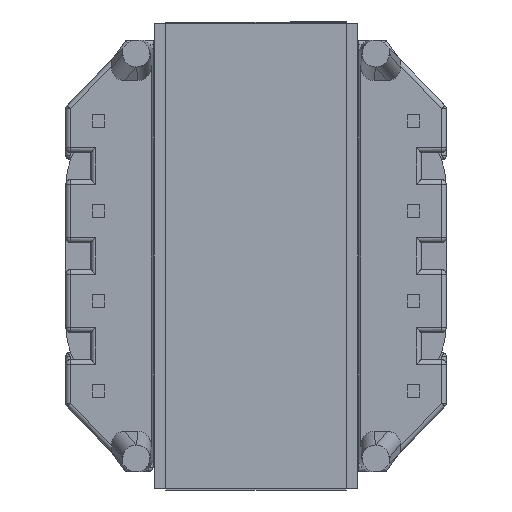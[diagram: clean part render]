
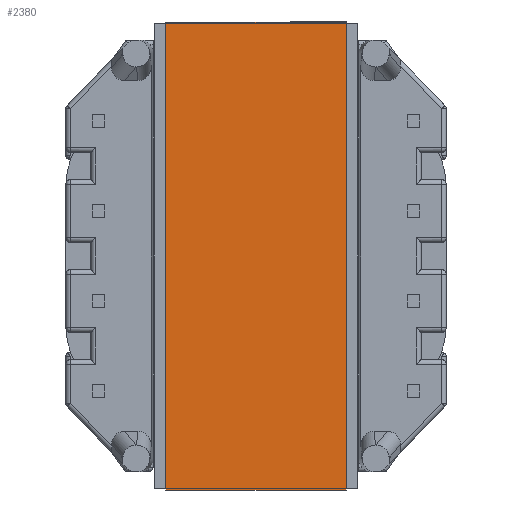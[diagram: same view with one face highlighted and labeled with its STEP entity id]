
A CAD part, front view. The second image highlights one B-rep face of the part: STEP entity #2380.
In plain terms, the highlighted face is planar.
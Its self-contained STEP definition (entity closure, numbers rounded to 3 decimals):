
#288 = VERTEX_POINT ( 'NONE', #8875 ) ;
#378 = VECTOR ( 'NONE', #7993, 1000. ) ;
#434 = CARTESIAN_POINT ( 'NONE',  ( 25.702, 0.102, 0. ) ) ;
#745 = FACE_OUTER_BOUND ( 'NONE', #792, .T. ) ;
#792 = EDGE_LOOP ( 'NONE', ( #1463, #10438, #9269, #11727 ) ) ;
#1463 = ORIENTED_EDGE ( 'NONE', *, *, #5663, .F. ) ;
#1841 = CARTESIAN_POINT ( 'NONE',  ( 25.702, 0.102, -10.03 ) ) ;
#1901 = DIRECTION ( 'NONE',  ( 0., 1., 0. ) ) ;
#2021 = CARTESIAN_POINT ( 'NONE',  ( 25.702, -25.902, 0. ) ) ;
#2380 = ADVANCED_FACE ( 'NONE', ( #745 ), #3461, .T. ) ;
#2464 = CARTESIAN_POINT ( 'NONE',  ( 25.702, 0.102, -10.03 ) ) ;
#2787 = LINE ( 'NONE', #1841, #378 ) ;
#2909 = LINE ( 'NONE', #434, #7721 ) ;
#3461 = PLANE ( 'NONE',  #11888 ) ;
#3506 = DIRECTION ( 'NONE',  ( 0., 0., -1. ) ) ;
#3726 = CARTESIAN_POINT ( 'NONE',  ( 25.702, 0.102, 0. ) ) ;
#4117 = VERTEX_POINT ( 'NONE', #3726 ) ;
#4212 = EDGE_CURVE ( 'NONE', #288, #4117, #2787, .T. ) ;
#5383 = VERTEX_POINT ( 'NONE', #2021 ) ;
#5509 = LINE ( 'NONE', #13273, #10890 ) ;
#5663 = EDGE_CURVE ( 'NONE', #5383, #4117, #2909, .T. ) ;
#6127 = DIRECTION ( 'NONE',  ( 0., 0., 1. ) ) ;
#7120 = CARTESIAN_POINT ( 'NONE',  ( 25.702, -25.902, -10.03 ) ) ;
#7721 = VECTOR ( 'NONE', #12734, 1000. ) ;
#7993 = DIRECTION ( 'NONE',  ( 0., 0., 1. ) ) ;
#8146 = EDGE_CURVE ( 'NONE', #9378, #5383, #5509, .T. ) ;
#8875 = CARTESIAN_POINT ( 'NONE',  ( 25.702, 0.102, -10.03 ) ) ;
#9269 = ORIENTED_EDGE ( 'NONE', *, *, #13110, .T. ) ;
#9270 = VECTOR ( 'NONE', #1901, 1000. ) ;
#9378 = VERTEX_POINT ( 'NONE', #7120 ) ;
#9620 = DIRECTION ( 'NONE',  ( 1., 0., 0. ) ) ;
#10438 = ORIENTED_EDGE ( 'NONE', *, *, #8146, .F. ) ;
#10890 = VECTOR ( 'NONE', #6127, 1000. ) ;
#11727 = ORIENTED_EDGE ( 'NONE', *, *, #4212, .T. ) ;
#11888 = AXIS2_PLACEMENT_3D ( 'NONE', #2464, #9620, #3506 ) ;
#11948 = LINE ( 'NONE', #12058, #9270 ) ;
#12058 = CARTESIAN_POINT ( 'NONE',  ( 25.702, 0.102, -10.03 ) ) ;
#12734 = DIRECTION ( 'NONE',  ( 0., 1., 0. ) ) ;
#13110 = EDGE_CURVE ( 'NONE', #9378, #288, #11948, .T. ) ;
#13273 = CARTESIAN_POINT ( 'NONE',  ( 25.702, -25.902, -10.03 ) ) ;
